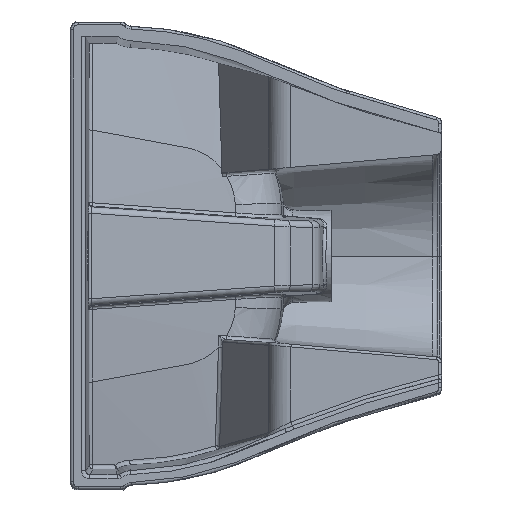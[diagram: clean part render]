
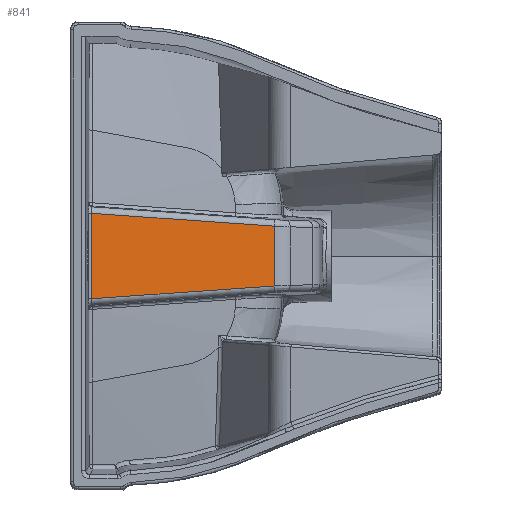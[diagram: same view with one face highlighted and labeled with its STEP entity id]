
A CAD part, top view. The second image highlights one B-rep face of the part: STEP entity #841.
In plain terms, the highlighted face is planar.
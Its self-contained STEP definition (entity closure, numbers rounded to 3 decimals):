
#423=FACE_OUTER_BOUND('',#1644,.T.);
#841=ADVANCED_FACE('',(#423),#1055,.F.);
#1055=PLANE('',#4080);
#1414=LINE('',#9155,#1503);
#1415=LINE('',#9158,#1504);
#1416=LINE('',#9160,#1505);
#1417=LINE('',#9162,#1506);
#1503=VECTOR('',#4437,1.);
#1504=VECTOR('',#4438,1.);
#1505=VECTOR('',#4439,1.);
#1506=VECTOR('',#4440,1.);
#1644=EDGE_LOOP('',(#2175,#2176,#2177,#2178));
#2175=ORIENTED_EDGE('',*,*,#3657,.F.);
#2176=ORIENTED_EDGE('',*,*,#3658,.T.);
#2177=ORIENTED_EDGE('',*,*,#3659,.T.);
#2178=ORIENTED_EDGE('',*,*,#3660,.F.);
#3261=VERTEX_POINT('',#9156);
#3262=VERTEX_POINT('',#9157);
#3263=VERTEX_POINT('',#9159);
#3264=VERTEX_POINT('',#9161);
#3657=EDGE_CURVE('',#3261,#3262,#1414,.T.);
#3658=EDGE_CURVE('',#3261,#3263,#1415,.T.);
#3659=EDGE_CURVE('',#3263,#3264,#1416,.T.);
#3660=EDGE_CURVE('',#3262,#3264,#1417,.T.);
#4080=AXIS2_PLACEMENT_3D('',#9163,#4441,#4442);
#4437=DIRECTION('',(-0.99,-0.122,-0.069));
#4438=DIRECTION('',(0.,0.,-1.));
#4439=DIRECTION('',(-0.99,-0.122,0.069));
#4440=DIRECTION('',(0.,0.,-1.));
#4441=DIRECTION('',(0.122,-0.993,0.));
#4442=DIRECTION('',(-0.993,-0.122,0.));
#9155=CARTESIAN_POINT('',(-358.201,-478.539,785.107));
#9156=CARTESIAN_POINT('',(-177.961,-456.409,797.711));
#9157=CARTESIAN_POINT('',(-317.047,-473.486,787.985));
#9158=CARTESIAN_POINT('',(-177.961,-456.409,732.558));
#9159=CARTESIAN_POINT('',(-177.961,-456.409,732.739));
#9160=CARTESIAN_POINT('',(-358.201,-478.539,745.343));
#9161=CARTESIAN_POINT('',(-317.047,-473.486,742.465));
#9162=CARTESIAN_POINT('',(-317.047,-473.486,738.2));
#9163=CARTESIAN_POINT('',(-356.831,-478.371,765.225));
